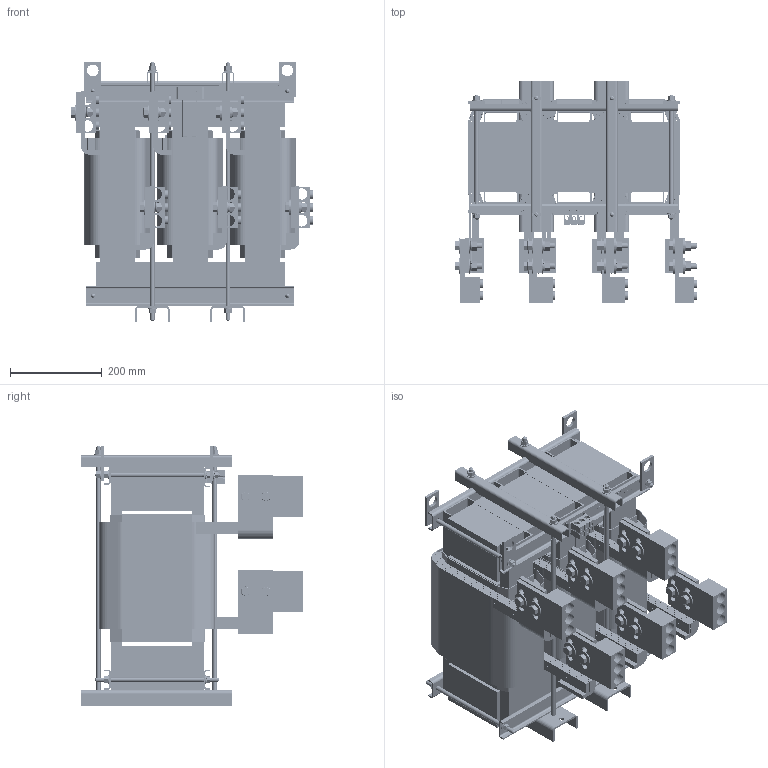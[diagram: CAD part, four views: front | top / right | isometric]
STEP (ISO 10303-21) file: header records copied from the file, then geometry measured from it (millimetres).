
FILE_DESCRIPTION(/* description */ (''),/* implementation_level */ '2;1');
FILE_NAME(/* name */ 'KLRUL850APTMG.stp',/* time_stamp */ '2020-03-10T13:32:12-05:00',/* author */ ('jnelson'),/* organization */ (''),/* preprocessor_version */ 'ST-DEVELOPER v17',/* originating_system */ 'Autodesk Inventor 2019',/* authorisation */ '');
FILE_SCHEMA (('AUTOMOTIVE_DESIGN { 1 0 10303 214 3 1 1 }'));
Products named in the file (42): KLRUL850ACBMG; 24202; 15136; 4845; 4841; 22543; 4948; 4132; 11626 AND 1509; 1509; 11626; 24728-COIL UPWARD FLAGS; 24796; 14965; 28224; 28224-core wrap; 24728-Coil Winding; 24728-Outer wrap; 23571; 30097- LARGE  BLANK  (REACTOR); 12752; 18522- 8 INCHES; 28971; 14875; 29477-KTRMG362AMSX1; 28453; 28453_1; 11923insert; 11923-1; 11923-2; 11923-3; 31615; 31006; 31006_1; 31003 - Bracket; 14331 WIRING KTRMG362AMS Short Bend; 14331 WIRING KTRMG362AMS; 11443; 10251; 1512 ...
Assembly tree (153 placements, depth 4):
  KLRUL850ACBMG
    24202  x2
    15136  x2
    4845  x2
    4841  x2
    22543  x3
    4948  x4
    4132  x4
    11626 AND 1509  x20
      1509
      11626
    24728-COIL UPWARD FLAGS  x3
      24796
        14965  x3
        28224  x3
      28224-core wrap
      24728-Coil Winding
      24728-Outer wrap
      23571
    30097- LARGE  BLANK  (REACTOR)
    12752  x2
    18522- 8 INCHES  x4
    28971  x2
    14875  x4
    29477-KTRMG362AMSX1
    28453
      28453_1
      11923insert  x3
        11923-1
        11923-2
        11923-3
    14331 WIRING KTRMG362AMS  x2
    14331 WIRING KTRMG362AMS Short Bend  x2
    31615
    31006
      31006_1
      31003 - Bracket
    11443  x6
    1512  x24
    10251  x12
    1610  x12
    1511  x12
Bounding box: 529.59 x 485.17 x 569.33 mm (x, y, z)
Volume: 38565180.9 mm3; surface area: 10321087.9 mm2
Topology: 432 solids, 432 shells, 11308 faces, 30249 edges, 19928 vertices
Faces by surface type: plane 6076, cylinder 4924, bspline 202, cone 54, torus 48, sphere 4
Full cylindrical faces by diameter (mm): 1.524 x10, 3.175 x3, 3.472 x3, 4.166 x2, 4.496 x6, 4.724 x2, 5.436 x2, 5.867 x6, 6.35 x6, 7.01 x6, 7.798 x20, 9.525 x28, 9.652 x6, 9.957 x6, 11.112 x4, 11.176 x16, 12.7 x24, 13.462 x12, 14.224 x24, 14.287 x12, 14.351 x24, 19.05 x56, 25.4 x22, 35.052 x24
Entity records: 113964 total; most frequent: CARTESIAN_POINT 22616, ORIENTED_EDGE 18802, DIRECTION 18497, EDGE_CURVE 9401, LINE 6405, VECTOR 6405, VERTEX_POINT 6232, AXIS2_PLACEMENT_3D 6046
